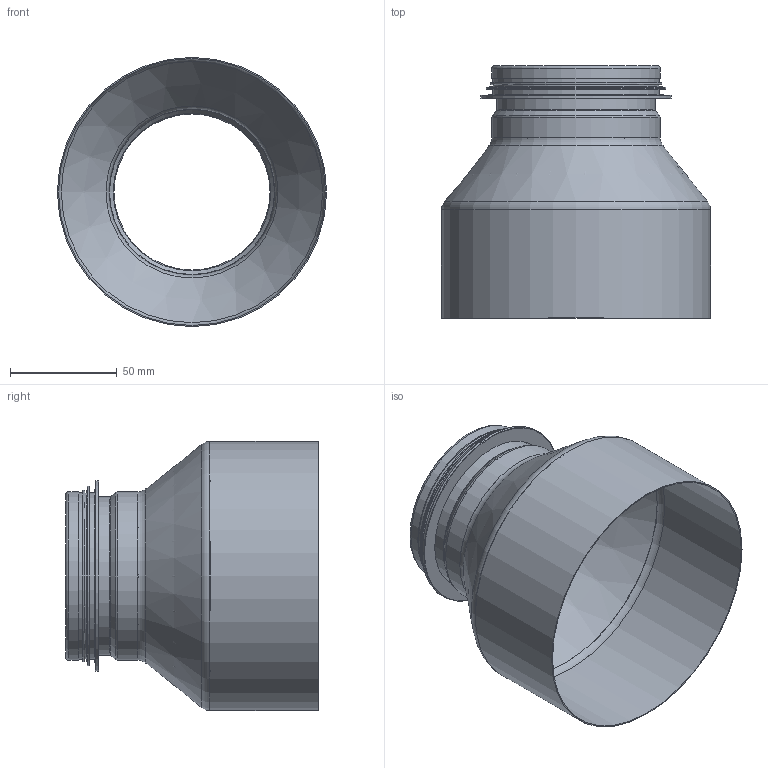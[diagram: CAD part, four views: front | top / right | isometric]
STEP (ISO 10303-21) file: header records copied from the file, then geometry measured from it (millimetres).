
FILE_DESCRIPTION((''),'2;1');
FILE_NAME('HFCM_125-80.stp','2014-02-19T14:16:50',(''),(''),'Autodesk Inventor 2013','Autodesk Inventor 2013','');
FILE_SCHEMA(('AUTOMOTIVE_DESIGN { 1 2 10303 214 0 1 1 1 }'));
Length unit declared in the file: millimetre
Products named in the file (3): HFCM_125-80; HFCM_RörämnePressad_125-80; 999002
Assembly tree (2 placements, depth 2):
  HFCM_125-80
    HFCM_RörämnePressad_125-80
    999002
Bounding box: 126.25 x 118.49 x 126.25 mm (x, y, z)
Volume: 30160 mm3; surface area: 99659 mm2
Topology: 2 solids, 2 shells, 43 faces, 81 edges, 45 vertices
Faces by surface type: torus 16, cylinder 14, plane 7, cone 6
Full cylindrical faces by diameter (mm): 73.25 x1, 74.25 x1, 75.45 x1, 78.05 x5, 79.05 x2, 84.45 x1, 89.45 x1, 125.25 x1, 126.25 x1
Entity records: 1019 total; most frequent: DIRECTION 182, CARTESIAN_POINT 134, AXIS2_PLACEMENT_3D 91, ORIENTED_EDGE 86, EDGE_LOOP 86, STYLED_ITEM 45, VERTEX_POINT 43, CIRCLE 43
